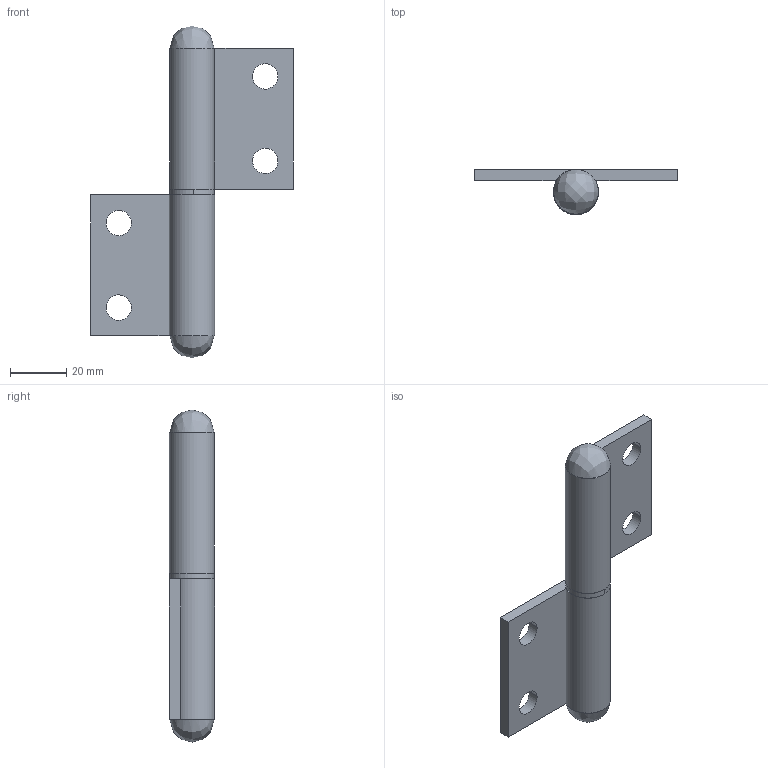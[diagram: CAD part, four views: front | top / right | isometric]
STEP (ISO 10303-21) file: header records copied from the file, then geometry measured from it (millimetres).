
FILE_DESCRIPTION((''),'2;1');
FILE_NAME('','2005-04-20T09:11:48',(''),(''),'','CADfix','');
FILE_SCHEMA(('AUTOMOTIVE_DESIGN'));
Length unit declared in the file: millimetre
Products named in the file (6): cap; washer; shaft; hinge piece_B; hinge piece_A; TH_135_3L_4513_36
Assembly tree (6 placements, depth 2):
  TH_135_3L_4513_36
    cap  x2
    washer
    shaft
    hinge piece_B
    hinge piece_A
Bounding box: 72 x 16 x 117.8 mm (x, y, z)
Volume: 33036.3 mm3; surface area: 19478.4 mm2
Topology: 6 solids, 6 shells, 44 faces, 130 edges, 100 vertices
Faces by surface type: bspline 44
Entity records: 1714 total; most frequent: CARTESIAN_POINT 894, ORIENTED_EDGE 236, EDGE_CURVE 118, VERTEX_POINT 90, EDGE_LOOP 50, QUASI_UNIFORM_CURVE 44, FACE_OUTER_BOUND 39, ADVANCED_FACE 39
